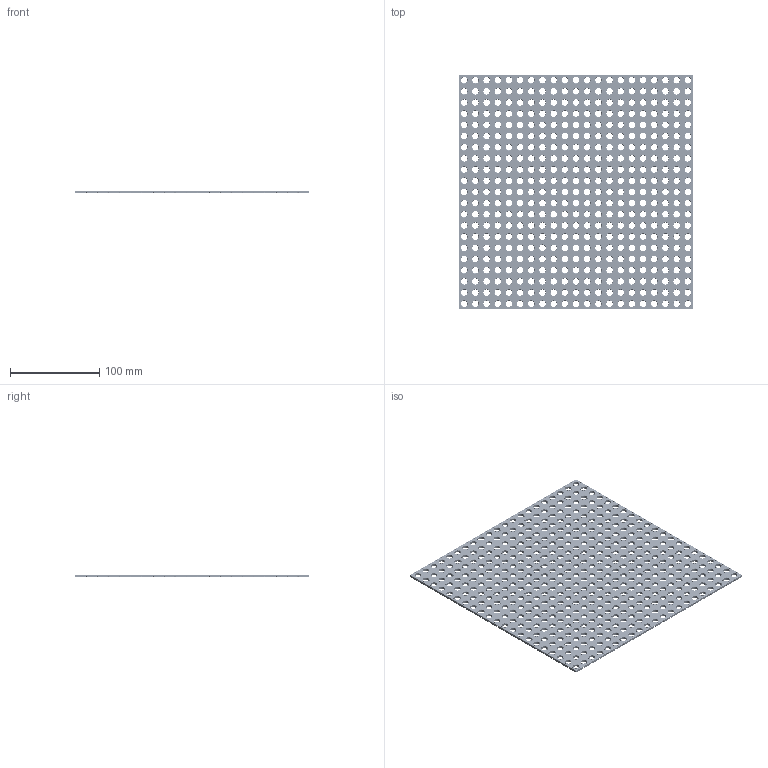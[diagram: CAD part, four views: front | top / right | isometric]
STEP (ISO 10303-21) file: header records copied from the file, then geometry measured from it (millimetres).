
FILE_DESCRIPTION(('FreeCAD Model'),'2;1');
FILE_NAME('Open CASCADE Shape Model','2024-02-25T17:09:33',(''),(''), 'Open CASCADE STEP processor 7.6','FreeCAD','Unknown');
FILE_SCHEMA(('AUTOMOTIVE_DESIGN { 1 0 10303 214 1 1 1 1 }'));
Products named in the file (1): Plate SQR CRNS BU21x00.25 - SPN-PLT-0080 (stemfie.org)
Bounding box: 262.5 x 262.5 x 3.12 mm (x, y, z)
Volume: 151064.2 mm3; surface area: 139036 mm2
Topology: 1 solids, 1 shells, 4048 faces, 9820 edges, 6250 vertices
Faces by surface type: plane 1554, cylinder 1442, cone 882, extrusion 170
Full cylindrical faces by diameter (mm): 7 x441, 9.2 x441
Entity records: 251408 total; most frequent: CARTESIAN_POINT 48757, DIRECTION 38902, VECTOR 21610, LINE 21440, ORIENTED_EDGE 19640, PCURVE 19640, DEFINITIONAL_REPRESENTATION 19640, EDGE_CURVE 9820
